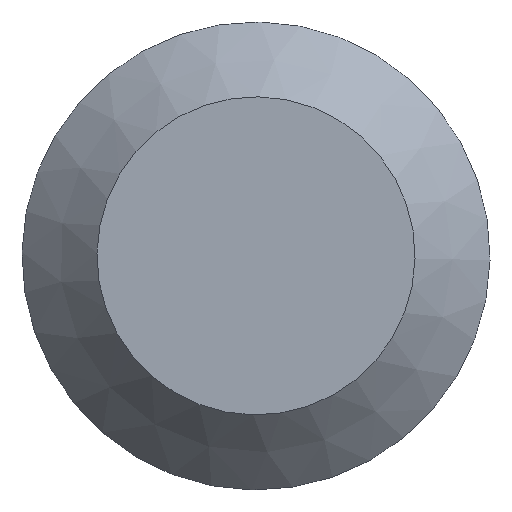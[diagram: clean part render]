
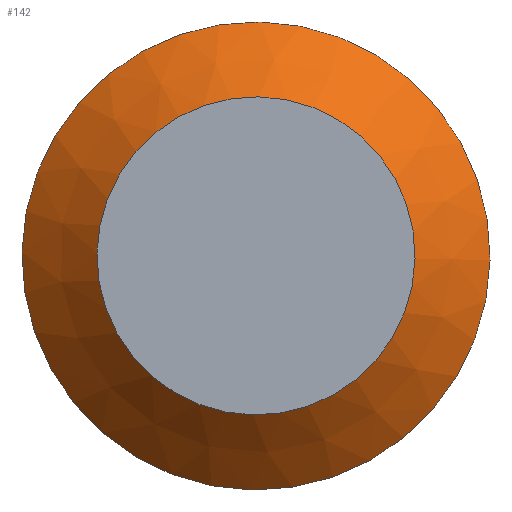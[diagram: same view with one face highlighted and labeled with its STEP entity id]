
A CAD part, top view. The second image highlights one B-rep face of the part: STEP entity #142.
In plain terms, the highlighted conical face has half-angle 45 degrees and reference radius 37.071 mm.
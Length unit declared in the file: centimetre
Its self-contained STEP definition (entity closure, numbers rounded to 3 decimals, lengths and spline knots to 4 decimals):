
#13=CONICAL_SURFACE($,#166,3.7071,0.785);
#26=FACE_BOUND($,#59,.T.);
#42=FACE_OUTER_BOUND($,#58,.T.);
#58=EDGE_LOOP($,(#118));
#59=EDGE_LOOP($,(#119));
#78=CIRCLE($,#167,3.);
#79=CIRCLE($,#168,4.4142);
#90=VERTEX_POINT($,#253);
#91=VERTEX_POINT($,#255);
#102=EDGE_CURVE($,#90,#90,#78,.T.);
#103=EDGE_CURVE($,#91,#91,#79,.T.);
#118=ORIENTED_EDGE($,*,*,#102,.T.);
#119=ORIENTED_EDGE($,*,*,#103,.F.);
#142=ADVANCED_FACE($,(#42,#26),#13,.T.);
#166=AXIS2_PLACEMENT_3D($,#252,#209,#210);
#167=AXIS2_PLACEMENT_3D($,#254,#211,#212);
#168=AXIS2_PLACEMENT_3D($,#256,#213,#214);
#209=DIRECTION('center_axis',(0.,0.,
-1.));
#210=DIRECTION('ref_axis',(1.,-0.017,0.));
#211=DIRECTION('center_axis',(0.,0.,
-1.));
#212=DIRECTION('ref_axis',(0.017,1.,0.));
#213=DIRECTION('center_axis',(0.,0.,
-1.));
#214=DIRECTION('ref_axis',(0.017,1.,0.));
#252=CARTESIAN_POINT('Origin',(-9.2575,4.5019,0.8371));
#253=CARTESIAN_POINT('',(-6.258,4.4495,1.5443));
#254=CARTESIAN_POINT('Origin',(-9.2575,4.5019,1.5443));
#255=CARTESIAN_POINT('',(-4.844,4.4248,0.13));
#256=CARTESIAN_POINT('Origin',(-9.2575,4.5019,0.13));
